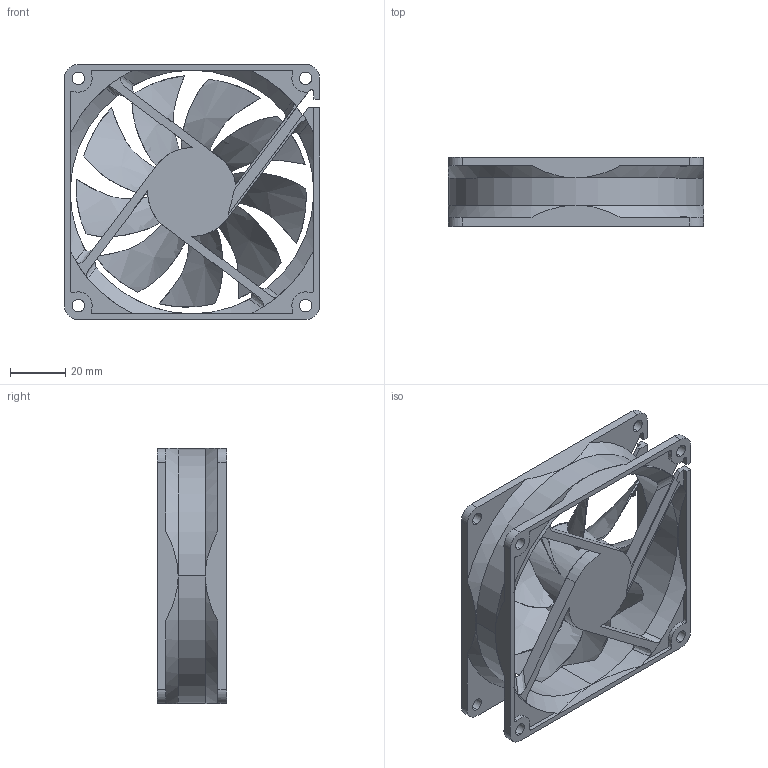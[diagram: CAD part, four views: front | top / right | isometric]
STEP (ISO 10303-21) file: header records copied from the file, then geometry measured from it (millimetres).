
FILE_DESCRIPTION (( 'STEP AP214' ), '1' );
FILE_NAME ('F9.STEP', '2018-12-01T08:55:20', ( '' ), ( '' ), 'SwSTEP 2.0', 'SolidWorks 2014', '' );
FILE_SCHEMA (( 'AUTOMOTIVE_DESIGN' ));
Length unit declared in the file: millimetre
Products named in the file (5): F9 body; F9 fan; F9
Assembly tree (2 placements, depth 2):
  F9 body
  F9 fan
  F9
    F9 body
    F9 fan
Bounding box: 92 x 25 x 92 mm (x, y, z)
Volume: 47145.3 mm3; surface area: 40511.8 mm2
Topology: 2 solids, 2 shells, 233 faces, 648 edges, 423 vertices
Faces by surface type: plane 78, cylinder 76, bspline 53, cone 24, torus 2
Entity records: 9987 total; most frequent: CARTESIAN_POINT 4233, ORIENTED_EDGE 1296, DIRECTION 1001, EDGE_CURVE 648, VERTEX_POINT 423, AXIS2_PLACEMENT_3D 367, VECTOR 267, LINE 267
